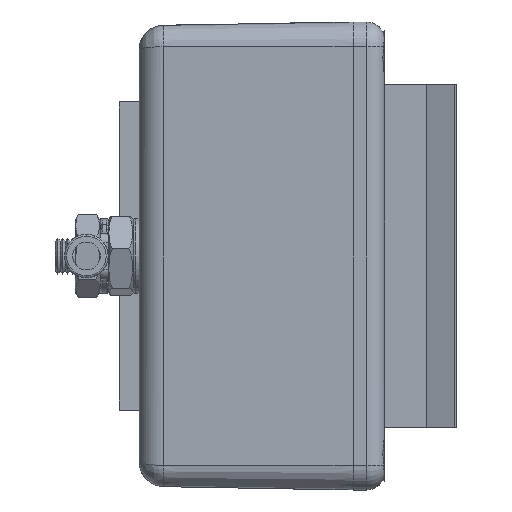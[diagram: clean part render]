
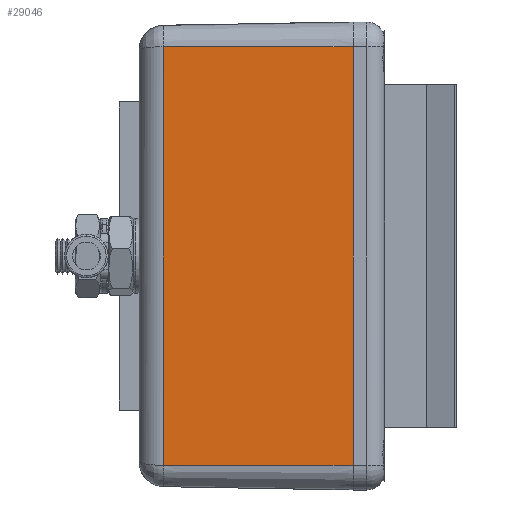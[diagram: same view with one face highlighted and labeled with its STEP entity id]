
A CAD part, left-side view. The second image highlights one B-rep face of the part: STEP entity #29046.
In plain terms, the highlighted planar face has unit normal (-1, 0.018, 0).
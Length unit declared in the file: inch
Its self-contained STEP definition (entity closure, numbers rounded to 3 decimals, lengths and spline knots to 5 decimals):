
#997 = DIRECTION ( 'NONE',  ( -0.017, -1., 0. ) ) ;
#2752 = CARTESIAN_POINT ( 'NONE',  ( -2.16844, 0.95718, 1.0561 ) ) ;
#2862 = ORIENTED_EDGE ( 'NONE', *, *, #11952, .T. ) ;
#6022 = VERTEX_POINT ( 'NONE', #19241 ) ;
#6216 = CARTESIAN_POINT ( 'NONE',  ( -2.18515, 0., -1.056 ) ) ;
#6437 = CARTESIAN_POINT ( 'NONE',  ( -2.18515, 0., -1.056 ) ) ;
#7950 = VECTOR ( 'NONE', #29380, 39.37008 ) ;
#8220 = LINE ( 'NONE', #6216, #11377 ) ;
#8925 = ORIENTED_EDGE ( 'NONE', *, *, #21879, .T. ) ;
#9092 = DIRECTION ( 'NONE',  ( -0.017, -1., 0. ) ) ;
#11377 = VECTOR ( 'NONE', #997, 39.37008 ) ;
#11559 = CARTESIAN_POINT ( 'NONE',  ( -2.18515, 0., 1.0561 ) ) ;
#11579 = VECTOR ( 'NONE', #21872, 39.37008 ) ;
#11771 = VERTEX_POINT ( 'NONE', #26396 ) ;
#11952 = EDGE_CURVE ( 'NONE', #15694, #6022, #22110, .T. ) ;
#12005 = CARTESIAN_POINT ( 'NONE',  ( -2.16844, 0.95718, -1.056 ) ) ;
#13499 = VERTEX_POINT ( 'NONE', #11559 ) ;
#13955 = LINE ( 'NONE', #24262, #11579 ) ;
#14037 = EDGE_CURVE ( 'NONE', #15694, #13499, #13955, .T. ) ;
#15694 = VERTEX_POINT ( 'NONE', #2752 ) ;
#16791 = EDGE_LOOP ( 'NONE', ( #30197, #2862, #27596, #8925 ) ) ;
#19241 = CARTESIAN_POINT ( 'NONE',  ( -2.16844, 0.95718, -1.056 ) ) ;
#19400 = VECTOR ( 'NONE', #22172, 39.37008 ) ;
#21872 = DIRECTION ( 'NONE',  ( -0.017, -1., 0. ) ) ;
#21879 = EDGE_CURVE ( 'NONE', #11771, #13499, #31629, .T. ) ;
#22110 = LINE ( 'NONE', #12005, #7950 ) ;
#22172 = DIRECTION ( 'NONE',  ( 0., 0., 1. ) ) ;
#23940 = FACE_OUTER_BOUND ( 'NONE', #16791, .T. ) ;
#24262 = CARTESIAN_POINT ( 'NONE',  ( -2.18515, 0., 1.0561 ) ) ;
#26396 = CARTESIAN_POINT ( 'NONE',  ( -2.18515, 0., -1.056 ) ) ;
#26525 = PLANE ( 'NONE',  #28133 ) ;
#27596 = ORIENTED_EDGE ( 'NONE', *, *, #28839, .T. ) ;
#28133 = AXIS2_PLACEMENT_3D ( 'NONE', #6437, #31863, #9092 ) ;
#28839 = EDGE_CURVE ( 'NONE', #6022, #11771, #8220, .T. ) ;
#29046 = ADVANCED_FACE ( 'NONE', ( #23940 ), #26525, .T. ) ;
#29312 = CARTESIAN_POINT ( 'NONE',  ( -2.18515, 0., -1.056 ) ) ;
#29380 = DIRECTION ( 'NONE',  ( 0., 0., -1. ) ) ;
#30197 = ORIENTED_EDGE ( 'NONE', *, *, #14037, .F. ) ;
#31629 = LINE ( 'NONE', #29312, #19400 ) ;
#31863 = DIRECTION ( 'NONE',  ( -1., 0.017, 0. ) ) ;
